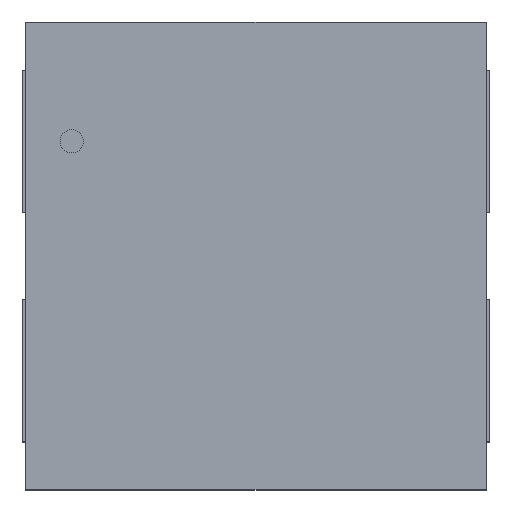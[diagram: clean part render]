
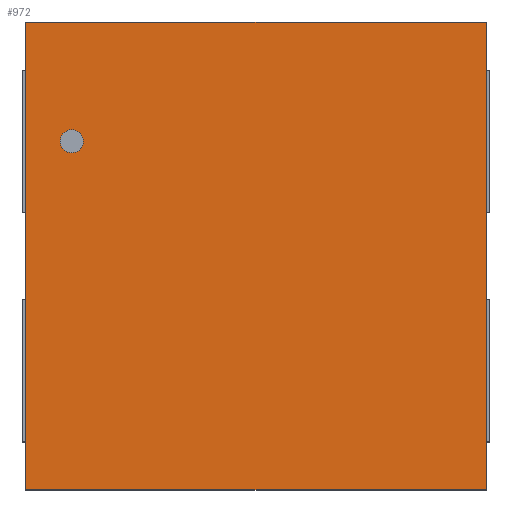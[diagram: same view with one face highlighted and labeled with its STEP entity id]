
A CAD part, top view. The second image highlights one B-rep face of the part: STEP entity #972.
In plain terms, the highlighted planar face has unit normal (0, 0, 1).
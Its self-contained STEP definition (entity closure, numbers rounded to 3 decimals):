
#125 = VERTEX_POINT ( 'NONE', #933 ) ;
#129 = ORIENTED_EDGE ( 'NONE', *, *, #1104, .T. ) ;
#142 = ORIENTED_EDGE ( 'NONE', *, *, #899, .T. ) ;
#149 = DIRECTION ( 'NONE',  ( 0., -1., 0. ) ) ;
#156 = AXIS2_PLACEMENT_3D ( 'NONE', #237, #815, #907 ) ;
#202 = LINE ( 'NONE', #1057, #462 ) ;
#210 = DIRECTION ( 'NONE',  ( -1., 0., 0. ) ) ;
#237 = CARTESIAN_POINT ( 'NONE',  ( -1.968, -2.019, 0.711 ) ) ;
#243 = CARTESIAN_POINT ( 'NONE',  ( -1.968, 2.019, 0.711 ) ) ;
#244 = PLANE ( 'NONE',  #156 ) ;
#283 = CARTESIAN_POINT ( 'NONE',  ( 1.968, 2., 0.711 ) ) ;
#289 = EDGE_CURVE ( 'NONE', #380, #1183, #715, .T. ) ;
#290 = CARTESIAN_POINT ( 'NONE',  ( -1.968, -2., 0.711 ) ) ;
#356 = EDGE_LOOP ( 'NONE', ( #1172, #464, #129, #142 ) ) ;
#380 = VERTEX_POINT ( 'NONE', #506 ) ;
#393 = LINE ( 'NONE', #663, #443 ) ;
#443 = VECTOR ( 'NONE', #837, 1000. ) ;
#462 = VECTOR ( 'NONE', #1146, 1000. ) ;
#464 = ORIENTED_EDGE ( 'NONE', *, *, #740, .T. ) ;
#476 = VERTEX_POINT ( 'NONE', #283 ) ;
#506 = CARTESIAN_POINT ( 'NONE',  ( -1.968, 2., 0.711 ) ) ;
#515 = CARTESIAN_POINT ( 'NONE',  ( -2., 2., 0.711 ) ) ;
#663 = CARTESIAN_POINT ( 'NONE',  ( 1.968, -2.019, 0.711 ) ) ;
#715 = LINE ( 'NONE', #243, #871 ) ;
#740 = EDGE_CURVE ( 'NONE', #1183, #125, #202, .T. ) ;
#815 = DIRECTION ( 'NONE',  ( 0., 0., 1. ) ) ;
#834 = VECTOR ( 'NONE', #210, 1000. ) ;
#837 = DIRECTION ( 'NONE',  ( 0., 1., 0. ) ) ;
#871 = VECTOR ( 'NONE', #149, 1000. ) ;
#874 = LINE ( 'NONE', #515, #834 ) ;
#899 = EDGE_CURVE ( 'NONE', #476, #380, #874, .T. ) ;
#907 = DIRECTION ( 'NONE',  ( 1., 0., 0. ) ) ;
#933 = CARTESIAN_POINT ( 'NONE',  ( 1.968, -2., 0.711 ) ) ;
#972 = ADVANCED_FACE ( 'NONE', ( #1007 ), #244, .T. ) ;
#1007 = FACE_OUTER_BOUND ( 'NONE', #356, .T. ) ;
#1057 = CARTESIAN_POINT ( 'NONE',  ( -2., -2., 0.711 ) ) ;
#1104 = EDGE_CURVE ( 'NONE', #125, #476, #393, .T. ) ;
#1146 = DIRECTION ( 'NONE',  ( 1., 0., 0. ) ) ;
#1172 = ORIENTED_EDGE ( 'NONE', *, *, #289, .T. ) ;
#1183 = VERTEX_POINT ( 'NONE', #290 ) ;
